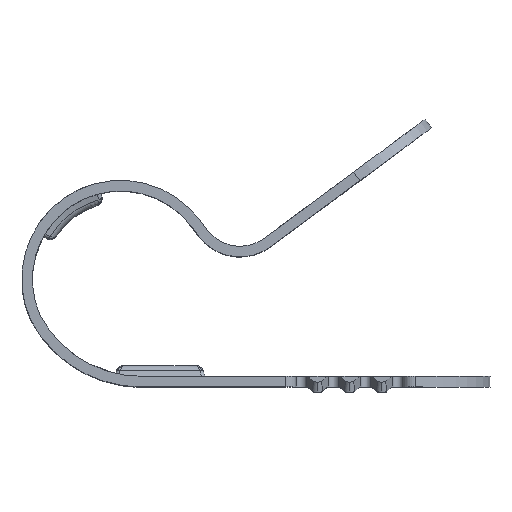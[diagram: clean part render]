
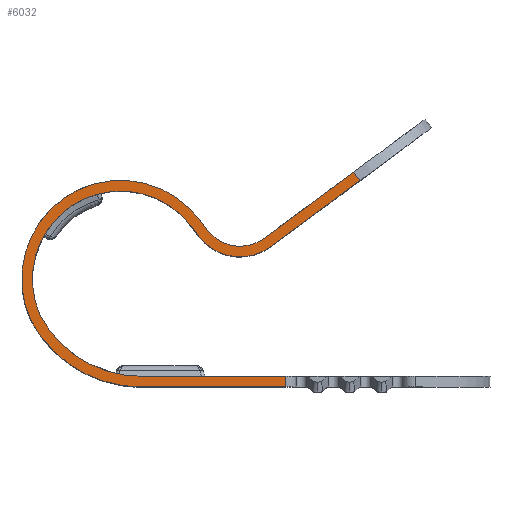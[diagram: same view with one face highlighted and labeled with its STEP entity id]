
A CAD part, top view. The second image highlights one B-rep face of the part: STEP entity #6032.
In plain terms, the highlighted planar face has unit normal (0, 0, 1).
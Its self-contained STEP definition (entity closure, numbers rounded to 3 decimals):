
#232=CIRCLE('',#6457,2.3);
#234=CIRCLE('',#6460,2.9);
#235=CIRCLE('',#6463,7.);
#238=CIRCLE('',#6467,5.55);
#240=CIRCLE('',#6470,4.95);
#242=CIRCLE('',#6473,6.4);
#2311=ORIENTED_EDGE('',*,*,#3206,.F.);
#2312=ORIENTED_EDGE('',*,*,#3210,.T.);
#2313=ORIENTED_EDGE('',*,*,#3183,.T.);
#2314=ORIENTED_EDGE('',*,*,#3203,.F.);
#2315=ORIENTED_EDGE('',*,*,#3194,.T.);
#2316=ORIENTED_EDGE('',*,*,#3188,.T.);
#2317=ORIENTED_EDGE('',*,*,#3160,.T.);
#2318=ORIENTED_EDGE('',*,*,#2982,.F.);
#2319=ORIENTED_EDGE('',*,*,#3176,.F.);
#2320=ORIENTED_EDGE('',*,*,#3201,.F.);
#2321=ORIENTED_EDGE('',*,*,#3198,.F.);
#2322=ORIENTED_EDGE('',*,*,#3212,.T.);
#2323=ORIENTED_EDGE('',*,*,#3187,.T.);
#2324=ORIENTED_EDGE('',*,*,#3215,.T.);
#2982=EDGE_CURVE('',#3632,#3633,#4158,.T.);
#3160=EDGE_CURVE('',#3754,#3633,#4281,.T.);
#3176=EDGE_CURVE('',#3761,#3632,#4295,.T.);
#3183=EDGE_CURVE('',#3762,#3765,#232,.T.);
#3187=EDGE_CURVE('',#3767,#3769,#234,.T.);
#3188=EDGE_CURVE('',#3770,#3754,#235,.T.);
#3194=EDGE_CURVE('',#3772,#3770,#238,.T.);
#3198=EDGE_CURVE('',#3776,#3777,#240,.T.);
#3201=EDGE_CURVE('',#3777,#3761,#242,.T.);
#3203=EDGE_CURVE('',#3772,#3765,#4308,.T.);
#3206=EDGE_CURVE('',#3780,#3781,#4309,.T.);
#3210=EDGE_CURVE('',#3780,#3762,#4311,.T.);
#3212=EDGE_CURVE('',#3776,#3767,#4313,.T.);
#3215=EDGE_CURVE('',#3769,#3781,#4316,.T.);
#3632=VERTEX_POINT('',#12913);
#3633=VERTEX_POINT('',#12915);
#3754=VERTEX_POINT('',#13272);
#3761=VERTEX_POINT('',#13297);
#3762=VERTEX_POINT('',#13305);
#3765=VERTEX_POINT('',#13310);
#3767=VERTEX_POINT('',#13315);
#3769=VERTEX_POINT('',#13319);
#3770=VERTEX_POINT('',#13324);
#3772=VERTEX_POINT('',#13331);
#3776=VERTEX_POINT('',#13341);
#3777=VERTEX_POINT('',#13343);
#3780=VERTEX_POINT('',#13359);
#3781=VERTEX_POINT('',#13360);
#4158=LINE('',#12914,#4691);
#4281=LINE('',#13271,#4814);
#4295=LINE('',#13298,#4828);
#4308=LINE('',#13351,#4841);
#4309=LINE('',#13358,#4842);
#4311=LINE('',#13367,#4844);
#4313=LINE('',#13370,#4846);
#4316=LINE('',#13375,#4849);
#4691=VECTOR('',#7439,1000.);
#4814=VECTOR('',#7788,1000.);
#4828=VECTOR('',#7812,1000.);
#4841=VECTOR('',#7873,1000.);
#4842=VECTOR('',#7882,1000.);
#4844=VECTOR('',#7890,1000.);
#4846=VECTOR('',#7894,1000.);
#4849=VECTOR('',#7901,1000.);
#5192=EDGE_LOOP('',(#2311,#2312,#2313,#2314,#2315,#2316,#2317,#2318,#2319,
#2320,#2321,#2322,#2323,#2324));
#5535=FACE_BOUND('',#5192,.T.);
#5701=PLANE('',#6486);
#6032=ADVANCED_FACE('',(#5535),#5701,.T.);
#6457=AXIS2_PLACEMENT_3D('',#13311,#7826,#7827);
#6460=AXIS2_PLACEMENT_3D('',#13320,#7834,#7835);
#6463=AXIS2_PLACEMENT_3D('',#13323,#7840,#7841);
#6467=AXIS2_PLACEMENT_3D('',#13334,#7851,#7852);
#6470=AXIS2_PLACEMENT_3D('',#13342,#7859,#7860);
#6473=AXIS2_PLACEMENT_3D('',#13347,#7866,#7867);
#6486=AXIS2_PLACEMENT_3D('',#13376,#7902,#7903);
#7439=DIRECTION('',(0.,-1.,0.));
#7788=DIRECTION('',(1.,0.,0.));
#7812=DIRECTION('',(1.,0.,0.));
#7826=DIRECTION('',(0.,0.,-1.));
#7827=DIRECTION('',(-1.,0.,0.));
#7834=DIRECTION('',(0.,0.,1.));
#7835=DIRECTION('',(1.,0.,0.));
#7840=DIRECTION('',(0.,0.,1.));
#7841=DIRECTION('',(1.,0.,0.));
#7851=DIRECTION('',(0.,0.,1.));
#7852=DIRECTION('',(1.,0.,0.));
#7859=DIRECTION('',(0.,0.,1.));
#7860=DIRECTION('',(1.,0.,0.));
#7866=DIRECTION('',(0.,0.,1.));
#7867=DIRECTION('',(1.,0.,0.));
#7873=DIRECTION('',(0.595,-0.804,0.));
#7882=DIRECTION('',(0.595,-0.804,0.));
#7890=DIRECTION('',(-0.804,-0.595,0.));
#7894=DIRECTION('',(0.595,-0.804,0.));
#7901=DIRECTION('',(0.804,0.595,0.));
#7902=DIRECTION('',(0.,0.,1.));
#7903=DIRECTION('',(1.,0.,0.));
#12913=CARTESIAN_POINT('',(30.043,26.129,5.));
#12914=CARTESIAN_POINT('',(30.043,0.,5.));
#12915=CARTESIAN_POINT('',(30.043,25.529,5.));
#13271=CARTESIAN_POINT('',(40.526,25.529,5.));
#13272=CARTESIAN_POINT('',(21.943,25.529,5.));
#13297=CARTESIAN_POINT('',(21.943,26.129,5.));
#13298=CARTESIAN_POINT('',(40.526,26.129,5.));
#13305=CARTESIAN_POINT('',(28.855,33.881,5.));
#13310=CARTESIAN_POINT('',(25.638,34.362,5.));
#13311=CARTESIAN_POINT('',(27.486,35.73,5.));
#13315=CARTESIAN_POINT('',(25.155,34.005,5.));
#13319=CARTESIAN_POINT('',(29.211,33.399,5.));
#13320=CARTESIAN_POINT('',(27.486,35.73,5.));
#13323=CARTESIAN_POINT('',(21.943,32.529,5.));
#13324=CARTESIAN_POINT('',(15.734,29.296,5.));
#13331=CARTESIAN_POINT('',(25.254,34.88,5.));
#13334=CARTESIAN_POINT('',(20.793,31.579,5.));
#13341=CARTESIAN_POINT('',(24.772,34.523,5.));
#13342=CARTESIAN_POINT('',(20.793,31.579,5.));
#13343=CARTESIAN_POINT('',(16.274,29.558,5.));
#13347=CARTESIAN_POINT('',(21.943,32.529,5.));
#13351=CARTESIAN_POINT('',(25.254,34.88,5.));
#13358=CARTESIAN_POINT('',(58.059,4.886,5.));
#13359=CARTESIAN_POINT('',(33.862,37.586,5.));
#13360=CARTESIAN_POINT('',(34.219,37.104,5.));
#13367=CARTESIAN_POINT('',(-0.359,12.264,5.));
#13370=CARTESIAN_POINT('',(26.084,32.75,5.));
#13375=CARTESIAN_POINT('',(-0.359,11.518,5.));
#13376=CARTESIAN_POINT('',(-0.359,4.41,5.));
